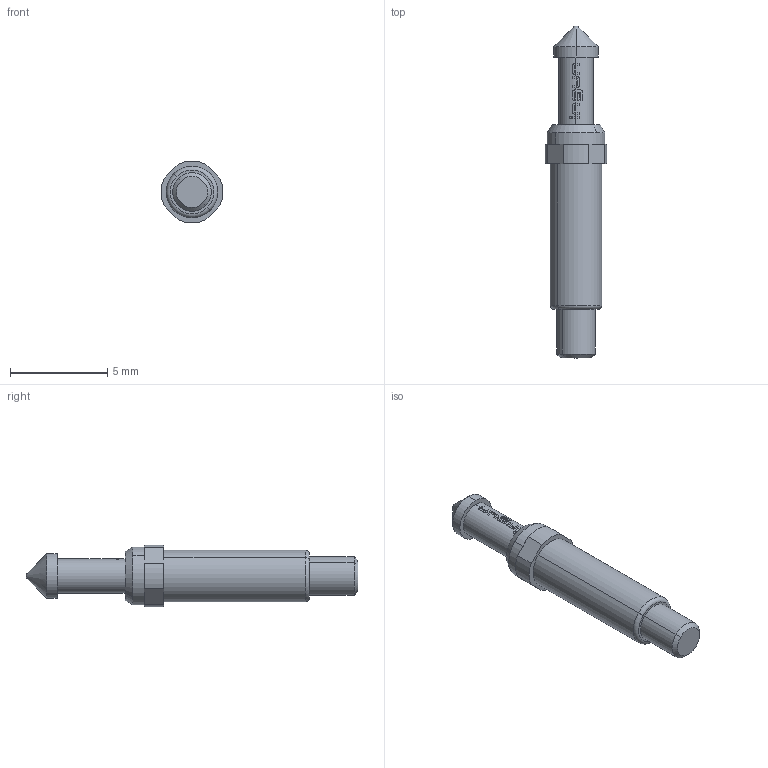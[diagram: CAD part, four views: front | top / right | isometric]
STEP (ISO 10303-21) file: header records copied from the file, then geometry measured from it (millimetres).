
FILE_DESCRIPTION (( 'STEP AP203' ), '1' );
FILE_NAME ('INGUN_GKS-913_308_230_R_xx02_M.STEP', '2021-09-20T06:11:33', ( 'ochi' ), ( '' ), 'SwSTEP 2.0', 'SolidWorks 2018', '' );
FILE_SCHEMA (( 'CONFIG_CONTROL_DESIGN' ));
Length unit declared in the file: millimetre
Products named in the file (1): INGUN_GKS-913_308_230_R_xx02_M
Bounding box: 3.19 x 17.1 x 3.19 mm (x, y, z)
Volume: 76 mm3; surface area: 138.4 mm2
Topology: 1 solids, 1 shells, 115 faces, 316 edges, 209 vertices
Faces by surface type: bspline 37, plane 35, cylinder 33, cone 6, sphere 2, torus 2
Entity records: 4781 total; most frequent: CARTESIAN_POINT 2286, ORIENTED_EDGE 632, EDGE_CURVE 316, DIRECTION 296, B_SPLINE_CURVE_WITH_KNOTS 222, VERTEX_POINT 209, AXIS2_PLACEMENT_3D 123, EDGE_LOOP 121
